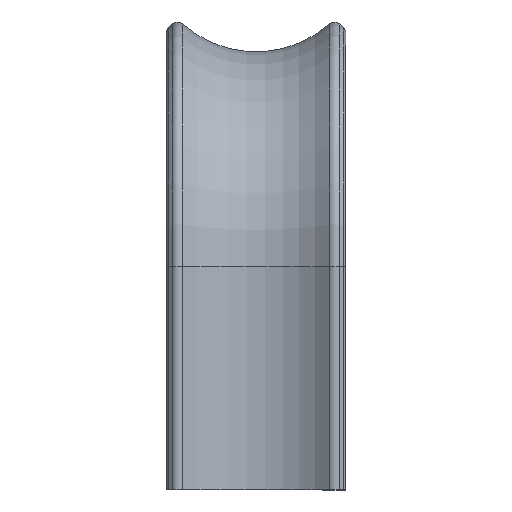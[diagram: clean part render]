
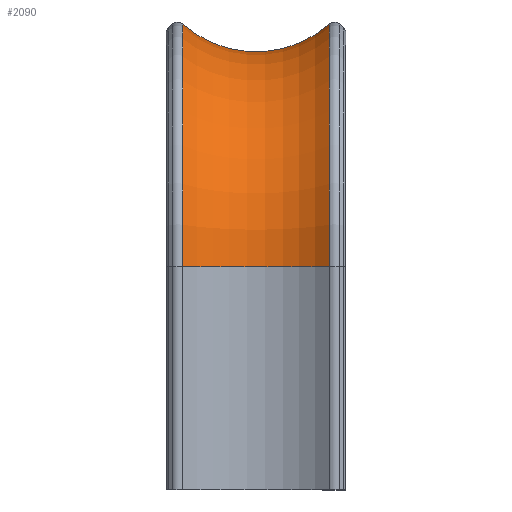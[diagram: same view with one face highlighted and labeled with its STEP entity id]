
A CAD part, left-side view. The second image highlights one B-rep face of the part: STEP entity #2090.
In plain terms, the highlighted toroidal (fillet/blend) face has major radius 21.915 mm and minor radius 7.438 mm.
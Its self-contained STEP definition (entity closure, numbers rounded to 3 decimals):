
#18=TOROIDAL_SURFACE('',#2284,21.915,7.438);
#262=FACE_OUTER_BOUND('',#400,.T.);
#400=EDGE_LOOP('',(#1749,#1750,#1751,#1752));
#827=CIRCLE('',#2285,16.355);
#828=CIRCLE('',#2286,7.438);
#829=CIRCLE('',#2287,16.355);
#830=CIRCLE('',#2288,7.438);
#1026=VERTEX_POINT('',#3736);
#1027=VERTEX_POINT('',#3737);
#1028=VERTEX_POINT('',#3739);
#1029=VERTEX_POINT('',#3741);
#1272=EDGE_CURVE('',#1026,#1027,#827,.T.);
#1273=EDGE_CURVE('',#1028,#1026,#828,.T.);
#1274=EDGE_CURVE('',#1029,#1028,#829,.T.);
#1275=EDGE_CURVE('',#1029,#1027,#830,.T.);
#1749=ORIENTED_EDGE('',*,*,#1272,.F.);
#1750=ORIENTED_EDGE('',*,*,#1273,.F.);
#1751=ORIENTED_EDGE('',*,*,#1274,.F.);
#1752=ORIENTED_EDGE('',*,*,#1275,.T.);
#2090=ADVANCED_FACE('',(#262),#18,.F.);
#2284=AXIS2_PLACEMENT_3D('',#3735,#2764,#2765);
#2285=AXIS2_PLACEMENT_3D('',#3738,#2766,#2767);
#2286=AXIS2_PLACEMENT_3D('',#3740,#2768,#2769);
#2287=AXIS2_PLACEMENT_3D('',#3742,#2770,#2771);
#2288=AXIS2_PLACEMENT_3D('',#3743,#2772,#2773);
#2764=DIRECTION('center_axis',(0.,1.,0.));
#2765=DIRECTION('ref_axis',(0.,0.,1.));
#2766=DIRECTION('center_axis',(0.,-1.,0.));
#2767=DIRECTION('ref_axis',(-0.707,0.,0.707));
#2768=DIRECTION('center_axis',(-1.,0.,0.));
#2769=DIRECTION('ref_axis',(0.,-0.707,-0.707));
#2770=DIRECTION('center_axis',(0.,1.,0.));
#2771=DIRECTION('ref_axis',(-0.707,0.,0.707));
#2772=DIRECTION('center_axis',(0.,0.,
-1.));
#2773=DIRECTION('ref_axis',(0.707,-0.707,0.));
#3735=CARTESIAN_POINT('Origin',(25060.,-146.518,-71.518));
#3736=CARTESIAN_POINT('',(25060.,-151.458,-55.163));
#3737=CARTESIAN_POINT('',(25043.645,-151.458,-71.518));
#3738=CARTESIAN_POINT('Origin',(25060.,-151.458,-71.518));
#3739=CARTESIAN_POINT('',(25060.,-141.578,-55.163));
#3740=CARTESIAN_POINT('Origin',(25060.,-146.518,-49.603));
#3741=CARTESIAN_POINT('',(25043.645,-141.578,-71.518));
#3742=CARTESIAN_POINT('Origin',(25060.,-141.578,-71.518));
#3743=CARTESIAN_POINT('Origin',(25038.085,-146.518,-71.518));
